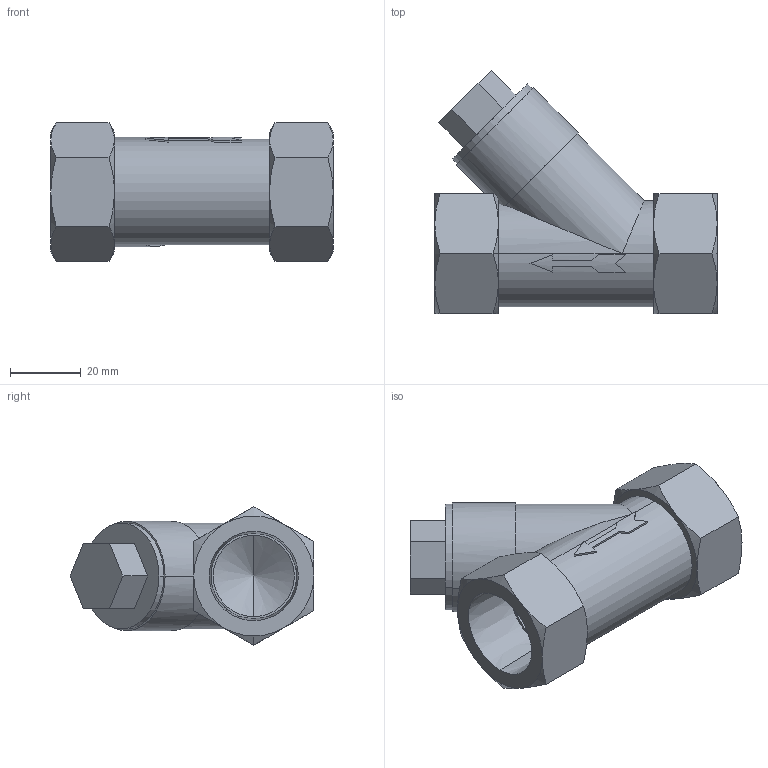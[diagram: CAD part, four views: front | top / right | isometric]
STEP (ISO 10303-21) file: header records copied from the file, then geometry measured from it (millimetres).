
FILE_DESCRIPTION (( 'STEP AP203' ), '1' );
FILE_NAME ('YSP-800-34.STEP', '2014-10-17T05:49:33', ( '' ), ( '' ), 'SwSTEP 2.0', 'SolidWorks 2012', '' );
FILE_SCHEMA (( 'CONFIG_CONTROL_DESIGN' ));
Length unit declared in the file: millimetre
Products named in the file (1): YSP-800-34
Bounding box: 80 x 69 x 39.26 mm (x, y, z)
Volume: 70260.7 mm3; surface area: 18543.4 mm2
Topology: 1 solids, 1 shells, 91 faces, 216 edges, 131 vertices
Faces by surface type: plane 40, cone 36, cylinder 15
Entity records: 2874 total; most frequent: CARTESIAN_POINT 841, ORIENTED_EDGE 424, DIRECTION 385, EDGE_CURVE 212, AXIS2_PLACEMENT_3D 155, VERTEX_POINT 131, EDGE_LOOP 99, FACE_OUTER_BOUND 91
